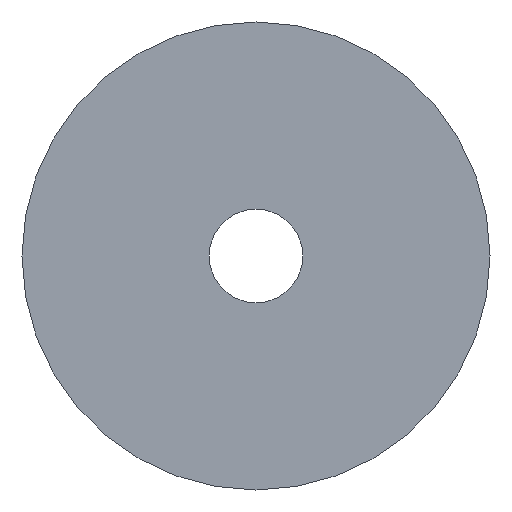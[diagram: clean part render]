
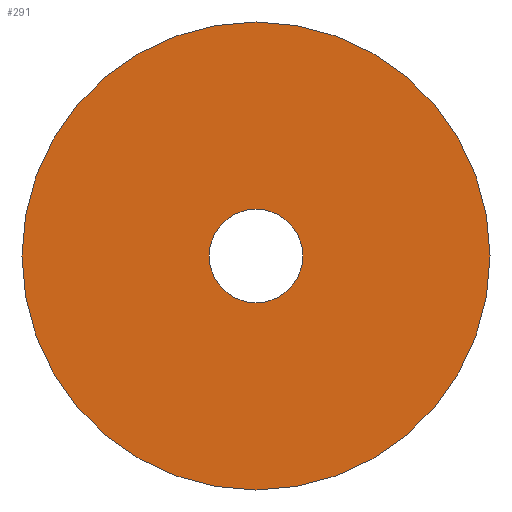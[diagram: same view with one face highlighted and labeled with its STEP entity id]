
A CAD part, front view. The second image highlights one B-rep face of the part: STEP entity #291.
In plain terms, the highlighted planar face has unit normal (0, -1, 0).
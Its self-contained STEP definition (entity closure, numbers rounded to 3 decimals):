
#8 = VERTEX_POINT ( 'NONE', #125 ) ;
#17 = AXIS2_PLACEMENT_3D ( 'NONE', #288, #201, #203 ) ;
#22 = CARTESIAN_POINT ( 'NONE',  ( 0., 0., 0. ) ) ;
#27 = AXIS2_PLACEMENT_3D ( 'NONE', #65, #107, #178 ) ;
#36 = VERTEX_POINT ( 'NONE', #240 ) ;
#39 = AXIS2_PLACEMENT_3D ( 'NONE', #22, #69, #292 ) ;
#45 = CARTESIAN_POINT ( 'NONE',  ( 0., 0., 0. ) ) ;
#49 = EDGE_LOOP ( 'NONE', ( #100, #277 ) ) ;
#58 = AXIS2_PLACEMENT_3D ( 'NONE', #45, #156, #132 ) ;
#65 = CARTESIAN_POINT ( 'NONE',  ( 0., 0., 0. ) ) ;
#69 = DIRECTION ( 'NONE',  ( 0., 1., 0. ) ) ;
#71 = PLANE ( 'NONE',  #244 ) ;
#73 = EDGE_LOOP ( 'NONE', ( #91, #144 ) ) ;
#81 = CIRCLE ( 'NONE', #39, 25. ) ;
#91 = ORIENTED_EDGE ( 'NONE', *, *, #105, .F. ) ;
#100 = ORIENTED_EDGE ( 'NONE', *, *, #157, .T. ) ;
#105 = EDGE_CURVE ( 'NONE', #169, #127, #233, .T. ) ;
#107 = DIRECTION ( 'NONE',  ( 0., 1., 0. ) ) ;
#112 = CIRCLE ( 'NONE', #27, 5. ) ;
#125 = CARTESIAN_POINT ( 'NONE',  ( 0., 0., -5. ) ) ;
#127 = VERTEX_POINT ( 'NONE', #177 ) ;
#132 = DIRECTION ( 'NONE',  ( 0., 0., 1. ) ) ;
#135 = FACE_BOUND ( 'NONE', #49, .T. ) ;
#144 = ORIENTED_EDGE ( 'NONE', *, *, #282, .F. ) ;
#150 = EDGE_CURVE ( 'NONE', #8, #36, #112, .T. ) ;
#156 = DIRECTION ( 'NONE',  ( 0., 1., 0. ) ) ;
#157 = EDGE_CURVE ( 'NONE', #36, #8, #249, .T. ) ;
#164 = CARTESIAN_POINT ( 'NONE',  ( 0., 0., 0. ) ) ;
#169 = VERTEX_POINT ( 'NONE', #186 ) ;
#177 = CARTESIAN_POINT ( 'NONE',  ( 0., 0., -25. ) ) ;
#178 = DIRECTION ( 'NONE',  ( 0., 0., 1. ) ) ;
#186 = CARTESIAN_POINT ( 'NONE',  ( 0., 0., 25. ) ) ;
#201 = DIRECTION ( 'NONE',  ( 0., 1., 0. ) ) ;
#203 = DIRECTION ( 'NONE',  ( 0., 0., 1. ) ) ;
#230 = DIRECTION ( 'NONE',  ( 0., 0., 1. ) ) ;
#233 = CIRCLE ( 'NONE', #17, 25. ) ;
#240 = CARTESIAN_POINT ( 'NONE',  ( 0., 0., 5. ) ) ;
#244 = AXIS2_PLACEMENT_3D ( 'NONE', #164, #248, #230 ) ;
#248 = DIRECTION ( 'NONE',  ( 0., 1., 0. ) ) ;
#249 = CIRCLE ( 'NONE', #58, 5. ) ;
#271 = FACE_OUTER_BOUND ( 'NONE', #73, .T. ) ;
#277 = ORIENTED_EDGE ( 'NONE', *, *, #150, .T. ) ;
#282 = EDGE_CURVE ( 'NONE', #127, #169, #81, .T. ) ;
#288 = CARTESIAN_POINT ( 'NONE',  ( 0., 0., 0. ) ) ;
#291 = ADVANCED_FACE ( 'NONE', ( #135, #271 ), #71, .F. ) ;
#292 = DIRECTION ( 'NONE',  ( 0., 0., 1. ) ) ;
